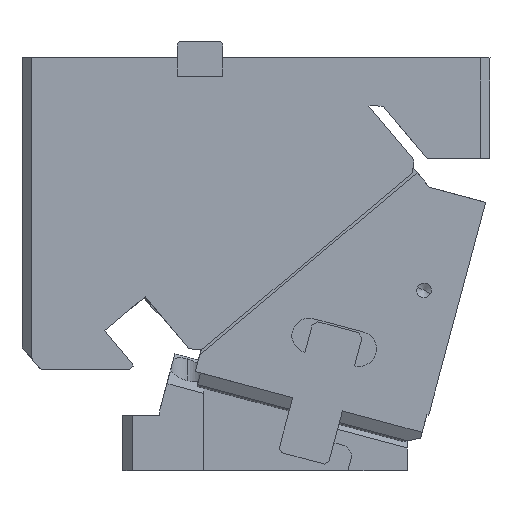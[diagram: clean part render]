
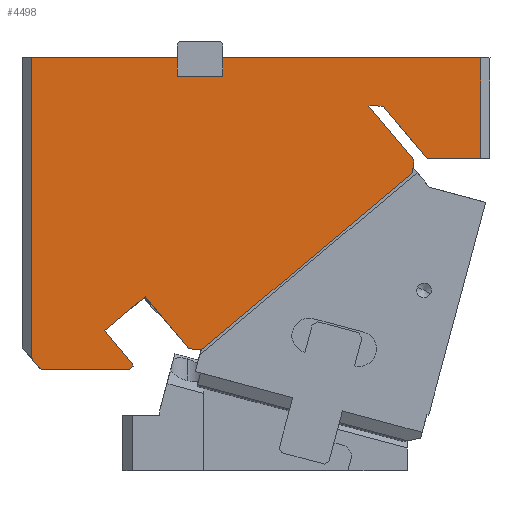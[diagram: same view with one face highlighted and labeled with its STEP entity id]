
A CAD part, front view. The second image highlights one B-rep face of the part: STEP entity #4498.
In plain terms, the highlighted planar face has unit normal (0, -1, 0).
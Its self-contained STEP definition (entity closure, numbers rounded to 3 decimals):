
#424=CARTESIAN_POINT('Vertex',(0.,-42.5,80.)) ;
#431=CARTESIAN_POINT('Vertex',(0.,-42.5,135.)) ;
#434=CARTESIAN_POINT('Line Origine',(0.,-42.5,107.5)) ;
#455=CARTESIAN_POINT('Vertex',(-29.271,-42.5,80.)) ;
#504=CARTESIAN_POINT('Line Origine',(-14.636,-42.5,80.)) ;
#758=CARTESIAN_POINT('Vertex',(-140.5,-42.5,135.)) ;
#761=CARTESIAN_POINT('Line Origine',(-70.25,-42.5,135.)) ;
#1123=CARTESIAN_POINT('Line Origine',(-41.226,-42.5,94.247)) ;
#1127=CARTESIAN_POINT('Vertex',(-53.181,-42.5,108.494)) ;
#1151=CARTESIAN_POINT('Line Origine',(-56.703,-42.5,108.802)) ;
#1155=CARTESIAN_POINT('Vertex',(-60.225,-42.5,109.111)) ;
#3261=CARTESIAN_POINT('Line Origine',(-60.608,-42.5,108.789)) ;
#3265=CARTESIAN_POINT('Vertex',(-60.991,-42.5,108.468)) ;
#3319=CARTESIAN_POINT('Vertex',(-36.565,-42.5,79.358)) ;
#3322=CARTESIAN_POINT('Line Origine',(-36.867,-42.5,75.906)) ;
#3326=CARTESIAN_POINT('Vertex',(-37.169,-42.5,72.455)) ;
#3329=CARTESIAN_POINT('Line Origine',(-37.175,-42.5,72.384)) ;
#3333=CARTESIAN_POINT('Vertex',(-37.181,-42.5,72.314)) ;
#3354=CARTESIAN_POINT('Vertex',(-152.088,-42.5,-24.104)) ;
#3371=CARTESIAN_POINT('Line Origine',(-94.635,-42.5,24.105)) ;
#3392=CARTESIAN_POINT('Line Origine',(-152.158,-42.5,-24.098)) ;
#3396=CARTESIAN_POINT('Vertex',(-152.229,-42.5,-24.092)) ;
#3399=CARTESIAN_POINT('Line Origine',(-155.68,-42.5,-23.79)) ;
#3403=CARTESIAN_POINT('Vertex',(-159.132,-42.5,-23.488)) ;
#3429=CARTESIAN_POINT('Vertex',(-182.915,-42.5,4.856)) ;
#3432=CARTESIAN_POINT('Line Origine',(-194.023,-42.5,-4.465)) ;
#3436=CARTESIAN_POINT('Vertex',(-205.131,-42.5,-13.785)) ;
#3471=CARTESIAN_POINT('Line Origine',(-197.096,-42.5,-23.361)) ;
#3475=CARTESIAN_POINT('Vertex',(-189.061,-42.5,-32.936)) ;
#3542=CARTESIAN_POINT('Vertex',(-191.52,-42.5,-35.)) ;
#3545=CARTESIAN_POINT('Line Origine',(-190.291,-42.5,-33.968)) ;
#3567=CARTESIAN_POINT('Vertex',(-245.,-42.5,-28.499)) ;
#3572=CARTESIAN_POINT('Line Origine',(-245.,-42.5,53.25)) ;
#3576=CARTESIAN_POINT('Vertex',(-245.,-42.5,135.)) ;
#4006=CARTESIAN_POINT('Vertex',(-239.545,-42.5,-35.)) ;
#4009=CARTESIAN_POINT('Line Origine',(-242.273,-42.5,-31.75)) ;
#4240=CARTESIAN_POINT('Line Origine',(-215.533,-42.5,-35.)) ;
#4419=CARTESIAN_POINT('Vertex',(-165.5,-42.5,135.)) ;
#4422=CARTESIAN_POINT('Line Origine',(-165.5,-42.5,130.)) ;
#4426=CARTESIAN_POINT('Vertex',(-165.5,-42.5,125.)) ;
#4441=CARTESIAN_POINT('Axis2P3D Location',(-250.,-42.5,135.)) ;
#4446=CARTESIAN_POINT('Line Origine',(-205.25,-42.5,135.)) ;
#4451=CARTESIAN_POINT('Line Origine',(-171.024,-42.5,-9.316)) ;
#4456=CARTESIAN_POINT('Line Origine',(-48.778,-42.5,93.913)) ;
#4461=CARTESIAN_POINT('Line Origine',(-140.5,-42.5,130.)) ;
#4465=CARTESIAN_POINT('Vertex',(-140.5,-42.5,125.)) ;
#4468=CARTESIAN_POINT('Line Origine',(-153.,-42.5,125.)) ;
#435=DIRECTION('Vector Direction',(0.,0.,1.)) ;
#505=DIRECTION('Vector Direction',(1.,0.,0.)) ;
#762=DIRECTION('Vector Direction',(-1.,0.,0.)) ;
#1124=DIRECTION('Vector Direction',(0.643,0.,-0.766)) ;
#1152=DIRECTION('Vector Direction',(0.996,0.,-0.087)) ;
#3262=DIRECTION('Vector Direction',(0.766,0.,0.643)) ;
#3323=DIRECTION('Vector Direction',(0.087,0.,0.996)) ;
#3330=DIRECTION('Vector Direction',(-0.087,0.,-0.996)) ;
#3372=DIRECTION('Vector Direction',(0.766,0.,0.643)) ;
#3393=DIRECTION('Vector Direction',(-0.996,0.,0.087)) ;
#3400=DIRECTION('Vector Direction',(0.996,0.,-0.087)) ;
#3433=DIRECTION('Vector Direction',(0.766,0.,0.643)) ;
#3472=DIRECTION('Vector Direction',(-0.643,0.,0.766)) ;
#3546=DIRECTION('Vector Direction',(-0.766,0.,-0.643)) ;
#3573=DIRECTION('Vector Direction',(0.,0.,-1.)) ;
#4010=DIRECTION('Vector Direction',(-0.643,0.,0.766)) ;
#4241=DIRECTION('Vector Direction',(-1.,0.,0.)) ;
#4423=DIRECTION('Vector Direction',(0.,0.,1.)) ;
#4442=DIRECTION('Axis2P3D Direction',(0.,-1.,0.)) ;
#4443=DIRECTION('Axis2P3D XDirection',(1.,0.,0.)) ;
#4447=DIRECTION('Vector Direction',(-1.,0.,0.)) ;
#4452=DIRECTION('Vector Direction',(-0.643,0.,0.766)) ;
#4457=DIRECTION('Vector Direction',(-0.643,0.,0.766)) ;
#4462=DIRECTION('Vector Direction',(0.,0.,1.)) ;
#4469=DIRECTION('Vector Direction',(1.,0.,0.)) ;
#4444=AXIS2_PLACEMENT_3D('Plane Axis2P3D',#4441,#4442,#4443) ;
#4474=ORIENTED_EDGE('',*,*,#4450,.T.) ;
#4475=ORIENTED_EDGE('',*,*,#3578,.T.) ;
#4476=ORIENTED_EDGE('',*,*,#4013,.F.) ;
#4477=ORIENTED_EDGE('',*,*,#4244,.F.) ;
#4478=ORIENTED_EDGE('',*,*,#3549,.F.) ;
#4479=ORIENTED_EDGE('',*,*,#3477,.T.) ;
#4480=ORIENTED_EDGE('',*,*,#3438,.T.) ;
#4481=ORIENTED_EDGE('',*,*,#4455,.F.) ;
#4482=ORIENTED_EDGE('',*,*,#3405,.T.) ;
#4483=ORIENTED_EDGE('',*,*,#3398,.F.) ;
#4484=ORIENTED_EDGE('',*,*,#3375,.T.) ;
#4485=ORIENTED_EDGE('',*,*,#3335,.F.) ;
#4486=ORIENTED_EDGE('',*,*,#3328,.T.) ;
#4487=ORIENTED_EDGE('',*,*,#4460,.T.) ;
#4488=ORIENTED_EDGE('',*,*,#3267,.T.) ;
#4489=ORIENTED_EDGE('',*,*,#1157,.T.) ;
#4490=ORIENTED_EDGE('',*,*,#1129,.T.) ;
#4491=ORIENTED_EDGE('',*,*,#508,.T.) ;
#4492=ORIENTED_EDGE('',*,*,#438,.T.) ;
#4493=ORIENTED_EDGE('',*,*,#765,.T.) ;
#4494=ORIENTED_EDGE('',*,*,#4467,.F.) ;
#4495=ORIENTED_EDGE('',*,*,#4472,.F.) ;
#4496=ORIENTED_EDGE('',*,*,#4428,.T.) ;
#436=VECTOR('Line Direction',#435,1.) ;
#506=VECTOR('Line Direction',#505,1.) ;
#763=VECTOR('Line Direction',#762,1.) ;
#1125=VECTOR('Line Direction',#1124,1.) ;
#1153=VECTOR('Line Direction',#1152,1.) ;
#3263=VECTOR('Line Direction',#3262,1.) ;
#3324=VECTOR('Line Direction',#3323,1.) ;
#3331=VECTOR('Line Direction',#3330,1.) ;
#3373=VECTOR('Line Direction',#3372,1.) ;
#3394=VECTOR('Line Direction',#3393,1.) ;
#3401=VECTOR('Line Direction',#3400,1.) ;
#3434=VECTOR('Line Direction',#3433,1.) ;
#3473=VECTOR('Line Direction',#3472,1.) ;
#3547=VECTOR('Line Direction',#3546,1.) ;
#3574=VECTOR('Line Direction',#3573,1.) ;
#4011=VECTOR('Line Direction',#4010,1.) ;
#4242=VECTOR('Line Direction',#4241,1.) ;
#4424=VECTOR('Line Direction',#4423,1.) ;
#4448=VECTOR('Line Direction',#4447,1.) ;
#4453=VECTOR('Line Direction',#4452,1.) ;
#4458=VECTOR('Line Direction',#4457,1.) ;
#4463=VECTOR('Line Direction',#4462,1.) ;
#4470=VECTOR('Line Direction',#4469,1.) ;
#4498=ADVANCED_FACE('CAM HOLDER',(#4497),#4445,.T.) ;
#438=EDGE_CURVE('',#425,#432,#437,.T.) ;
#508=EDGE_CURVE('',#456,#425,#507,.T.) ;
#765=EDGE_CURVE('',#432,#759,#764,.T.) ;
#1129=EDGE_CURVE('',#1128,#456,#1126,.T.) ;
#1157=EDGE_CURVE('',#1156,#1128,#1154,.T.) ;
#3267=EDGE_CURVE('',#3266,#1156,#3264,.T.) ;
#3328=EDGE_CURVE('',#3327,#3320,#3325,.T.) ;
#3335=EDGE_CURVE('',#3327,#3334,#3332,.T.) ;
#3375=EDGE_CURVE('',#3355,#3334,#3374,.T.) ;
#3398=EDGE_CURVE('',#3355,#3397,#3395,.T.) ;
#3405=EDGE_CURVE('',#3404,#3397,#3402,.T.) ;
#3438=EDGE_CURVE('',#3437,#3430,#3435,.T.) ;
#3477=EDGE_CURVE('',#3476,#3437,#3474,.T.) ;
#3549=EDGE_CURVE('',#3476,#3543,#3548,.T.) ;
#3578=EDGE_CURVE('',#3577,#3568,#3575,.T.) ;
#4013=EDGE_CURVE('',#4007,#3568,#4012,.T.) ;
#4244=EDGE_CURVE('',#3543,#4007,#4243,.T.) ;
#4428=EDGE_CURVE('',#4427,#4420,#4425,.T.) ;
#4450=EDGE_CURVE('',#4420,#3577,#4449,.T.) ;
#4455=EDGE_CURVE('',#3404,#3430,#4454,.T.) ;
#4460=EDGE_CURVE('',#3320,#3266,#4459,.T.) ;
#4467=EDGE_CURVE('',#4466,#759,#4464,.T.) ;
#4472=EDGE_CURVE('',#4427,#4466,#4471,.T.) ;
#4473=EDGE_LOOP('',(#4474,#4475,#4476,#4477,#4478,#4479,#4480,#4481,#4482,#4483,#4484,#4485,#4486,#4487,#4488,#4489,#4490,#4491,#4492,#4493,#4494,#4495,#4496)) ;
#4497=FACE_OUTER_BOUND('',#4473,.T.) ;
#437=LINE('Line',#434,#436) ;
#507=LINE('Line',#504,#506) ;
#764=LINE('Line',#761,#763) ;
#1126=LINE('Line',#1123,#1125) ;
#1154=LINE('Line',#1151,#1153) ;
#3264=LINE('Line',#3261,#3263) ;
#3325=LINE('Line',#3322,#3324) ;
#3332=LINE('Line',#3329,#3331) ;
#3374=LINE('Line',#3371,#3373) ;
#3395=LINE('Line',#3392,#3394) ;
#3402=LINE('Line',#3399,#3401) ;
#3435=LINE('Line',#3432,#3434) ;
#3474=LINE('Line',#3471,#3473) ;
#3548=LINE('Line',#3545,#3547) ;
#3575=LINE('Line',#3572,#3574) ;
#4012=LINE('Line',#4009,#4011) ;
#4243=LINE('Line',#4240,#4242) ;
#4425=LINE('Line',#4422,#4424) ;
#4449=LINE('Line',#4446,#4448) ;
#4454=LINE('Line',#4451,#4453) ;
#4459=LINE('Line',#4456,#4458) ;
#4464=LINE('Line',#4461,#4463) ;
#4471=LINE('Line',#4468,#4470) ;
#4445=PLANE('Plane',#4444) ;
#425=VERTEX_POINT('',#424) ;
#432=VERTEX_POINT('',#431) ;
#456=VERTEX_POINT('',#455) ;
#759=VERTEX_POINT('',#758) ;
#1128=VERTEX_POINT('',#1127) ;
#1156=VERTEX_POINT('',#1155) ;
#3266=VERTEX_POINT('',#3265) ;
#3320=VERTEX_POINT('',#3319) ;
#3327=VERTEX_POINT('',#3326) ;
#3334=VERTEX_POINT('',#3333) ;
#3355=VERTEX_POINT('',#3354) ;
#3397=VERTEX_POINT('',#3396) ;
#3404=VERTEX_POINT('',#3403) ;
#3430=VERTEX_POINT('',#3429) ;
#3437=VERTEX_POINT('',#3436) ;
#3476=VERTEX_POINT('',#3475) ;
#3543=VERTEX_POINT('',#3542) ;
#3568=VERTEX_POINT('',#3567) ;
#3577=VERTEX_POINT('',#3576) ;
#4007=VERTEX_POINT('',#4006) ;
#4420=VERTEX_POINT('',#4419) ;
#4427=VERTEX_POINT('',#4426) ;
#4466=VERTEX_POINT('',#4465) ;
